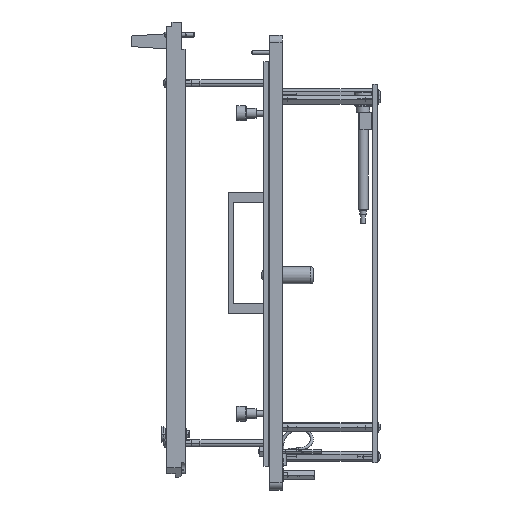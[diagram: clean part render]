
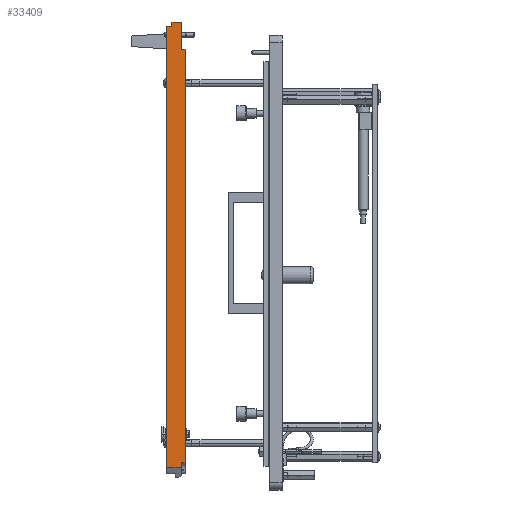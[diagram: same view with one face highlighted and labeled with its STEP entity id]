
A CAD part, left-side view. The second image highlights one B-rep face of the part: STEP entity #33409.
In plain terms, the highlighted face is planar.
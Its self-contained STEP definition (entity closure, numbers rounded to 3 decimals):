
#331 = EDGE_CURVE ( 'NONE', #45812, #12686, #5011, .T. ) ;
#663 = DIRECTION ( 'NONE',  ( 0., -1., 0. ) ) ;
#923 = CARTESIAN_POINT ( 'NONE',  ( 253., 7.5, 175.55 ) ) ;
#1310 = CARTESIAN_POINT ( 'NONE',  ( 253., -4.3, -183.55 ) ) ;
#1477 = LINE ( 'NONE', #8282, #8107 ) ;
#1588 = ORIENTED_EDGE ( 'NONE', *, *, #35454, .T. ) ;
#1968 = ORIENTED_EDGE ( 'NONE', *, *, #13163, .F. ) ;
#2445 = CARTESIAN_POINT ( 'NONE',  ( 253., -7.5, -161.55 ) ) ;
#2476 = PLANE ( 'NONE',  #14552 ) ;
#2909 = EDGE_CURVE ( 'NONE', #40231, #4246, #40839, .T. ) ;
#3853 = EDGE_CURVE ( 'NONE', #37303, #32006, #32387, .T. ) ;
#3858 = LINE ( 'NONE', #25405, #33774 ) ;
#4002 = ORIENTED_EDGE ( 'NONE', *, *, #13745, .T. ) ;
#4246 = VERTEX_POINT ( 'NONE', #23906 ) ;
#4329 = DIRECTION ( 'NONE',  ( 0., 0., 1. ) ) ;
#4413 = VERTEX_POINT ( 'NONE', #11957 ) ;
#5011 = LINE ( 'NONE', #25875, #46107 ) ;
#5030 = CARTESIAN_POINT ( 'NONE',  ( 253., -4.3, 171.55 ) ) ;
#5063 = VECTOR ( 'NONE', #44826, 1000. ) ;
#5398 = CARTESIAN_POINT ( 'NONE',  ( 253., 3.2, -183.55 ) ) ;
#5467 = CARTESIAN_POINT ( 'NONE',  ( 253., -4.3, 171.55 ) ) ;
#5626 = EDGE_CURVE ( 'NONE', #42832, #12338, #25695, .T. ) ;
#7586 = DIRECTION ( 'NONE',  ( 0., 1., 0. ) ) ;
#8107 = VECTOR ( 'NONE', #15750, 1000. ) ;
#8282 = CARTESIAN_POINT ( 'NONE',  ( 253., -4.3, -183.55 ) ) ;
#8633 = VECTOR ( 'NONE', #26280, 1000. ) ;
#11429 = CARTESIAN_POINT ( 'NONE',  ( 253., -7.5, -161.55 ) ) ;
#11957 = CARTESIAN_POINT ( 'NONE',  ( 253., -7.5, 101.55 ) ) ;
#12338 = VERTEX_POINT ( 'NONE', #2445 ) ;
#12686 = VERTEX_POINT ( 'NONE', #35946 ) ;
#12905 = EDGE_LOOP ( 'NONE', ( #31044, #31427, #4002, #18213, #37684, #13058, #1968, #32146, #29487, #1588, #40508, #45004 ) ) ;
#13058 = ORIENTED_EDGE ( 'NONE', *, *, #3853, .T. ) ;
#13064 = LINE ( 'NONE', #20294, #15652 ) ;
#13163 = EDGE_CURVE ( 'NONE', #16607, #32006, #3858, .T. ) ;
#13193 = DIRECTION ( 'NONE',  ( 0., 0., -1. ) ) ;
#13745 = EDGE_CURVE ( 'NONE', #4413, #12338, #13064, .T. ) ;
#14552 = AXIS2_PLACEMENT_3D ( 'NONE', #38091, #45349, #20270 ) ;
#15652 = VECTOR ( 'NONE', #40706, 1000. ) ;
#15750 = DIRECTION ( 'NONE',  ( 0., 0., 1. ) ) ;
#16390 = VECTOR ( 'NONE', #29247, 1000. ) ;
#16607 = VERTEX_POINT ( 'NONE', #20696 ) ;
#16778 = FACE_OUTER_BOUND ( 'NONE', #12905, .T. ) ;
#18213 = ORIENTED_EDGE ( 'NONE', *, *, #5626, .F. ) ;
#19371 = VECTOR ( 'NONE', #7586, 1000. ) ;
#20270 = DIRECTION ( 'NONE',  ( 0., 0., 1. ) ) ;
#20294 = CARTESIAN_POINT ( 'NONE',  ( 253., -7.5, 183.55 ) ) ;
#20696 = CARTESIAN_POINT ( 'NONE',  ( 253., 3.2, -179.55 ) ) ;
#21608 = CARTESIAN_POINT ( 'NONE',  ( 253., -7.5, -183.55 ) ) ;
#23390 = VECTOR ( 'NONE', #43788, 1000. ) ;
#23906 = CARTESIAN_POINT ( 'NONE',  ( 253., -7.4, 171.55 ) ) ;
#24200 = DIRECTION ( 'NONE',  ( 0., 0., 1. ) ) ;
#24418 = VERTEX_POINT ( 'NONE', #35510 ) ;
#25405 = CARTESIAN_POINT ( 'NONE',  ( 253., 3.2, -183.55 ) ) ;
#25695 = LINE ( 'NONE', #11429, #35932 ) ;
#25875 = CARTESIAN_POINT ( 'NONE',  ( 253., 7.5, 183.55 ) ) ;
#26280 = DIRECTION ( 'NONE',  ( 0., -1., 0. ) ) ;
#26413 = DIRECTION ( 'NONE',  ( 0., -1., 0. ) ) ;
#28919 = CARTESIAN_POINT ( 'NONE',  ( 253., -4.3, 175.55 ) ) ;
#29247 = DIRECTION ( 'NONE',  ( 0., 0., 1. ) ) ;
#29487 = ORIENTED_EDGE ( 'NONE', *, *, #331, .T. ) ;
#29491 = LINE ( 'NONE', #44008, #23390 ) ;
#29800 = VECTOR ( 'NONE', #24200, 1000. ) ;
#31044 = ORIENTED_EDGE ( 'NONE', *, *, #42150, .F. ) ;
#31427 = ORIENTED_EDGE ( 'NONE', *, *, #45831, .T. ) ;
#31470 = EDGE_CURVE ( 'NONE', #45812, #16607, #29491, .T. ) ;
#32006 = VERTEX_POINT ( 'NONE', #5398 ) ;
#32146 = ORIENTED_EDGE ( 'NONE', *, *, #31470, .F. ) ;
#32387 = LINE ( 'NONE', #21608, #19371 ) ;
#33409 = ADVANCED_FACE ( 'NONE', ( #16778 ), #2476, .F. ) ;
#33774 = VECTOR ( 'NONE', #13193, 1000. ) ;
#33900 = CARTESIAN_POINT ( 'NONE',  ( 253., -4.3, -161.55 ) ) ;
#34463 = CARTESIAN_POINT ( 'NONE',  ( 253., -7.4, 101.55 ) ) ;
#34517 = CARTESIAN_POINT ( 'NONE',  ( 253., -7.4, 101.55 ) ) ;
#35454 = EDGE_CURVE ( 'NONE', #12686, #39215, #36968, .T. ) ;
#35510 = CARTESIAN_POINT ( 'NONE',  ( 253., -7.4, 101.55 ) ) ;
#35932 = VECTOR ( 'NONE', #663, 1000. ) ;
#35946 = CARTESIAN_POINT ( 'NONE',  ( 253., 7.5, 175.55 ) ) ;
#36968 = LINE ( 'NONE', #923, #37721 ) ;
#37303 = VERTEX_POINT ( 'NONE', #1310 ) ;
#37684 = ORIENTED_EDGE ( 'NONE', *, *, #42356, .F. ) ;
#37721 = VECTOR ( 'NONE', #26413, 1000. ) ;
#37974 = LINE ( 'NONE', #34463, #8633 ) ;
#38091 = CARTESIAN_POINT ( 'NONE',  ( 253., 7.5, 183.55 ) ) ;
#39215 = VERTEX_POINT ( 'NONE', #28919 ) ;
#40231 = VERTEX_POINT ( 'NONE', #5030 ) ;
#40455 = LINE ( 'NONE', #44214, #16390 ) ;
#40508 = ORIENTED_EDGE ( 'NONE', *, *, #41336, .F. ) ;
#40706 = DIRECTION ( 'NONE',  ( 0., 0., -1. ) ) ;
#40839 = LINE ( 'NONE', #5467, #5063 ) ;
#41336 = EDGE_CURVE ( 'NONE', #40231, #39215, #40455, .T. ) ;
#41560 = LINE ( 'NONE', #34517, #29800 ) ;
#42150 = EDGE_CURVE ( 'NONE', #24418, #4246, #41560, .T. ) ;
#42356 = EDGE_CURVE ( 'NONE', #37303, #42832, #1477, .T. ) ;
#42832 = VERTEX_POINT ( 'NONE', #33900 ) ;
#43788 = DIRECTION ( 'NONE',  ( 0., -1., 0. ) ) ;
#44008 = CARTESIAN_POINT ( 'NONE',  ( 253., 7.5, -179.55 ) ) ;
#44214 = CARTESIAN_POINT ( 'NONE',  ( 253., -4.3, 183.55 ) ) ;
#44786 = CARTESIAN_POINT ( 'NONE',  ( 253., 7.5, -179.55 ) ) ;
#44826 = DIRECTION ( 'NONE',  ( 0., -1., 0. ) ) ;
#45004 = ORIENTED_EDGE ( 'NONE', *, *, #2909, .T. ) ;
#45349 = DIRECTION ( 'NONE',  ( -1., 0., 0. ) ) ;
#45812 = VERTEX_POINT ( 'NONE', #44786 ) ;
#45831 = EDGE_CURVE ( 'NONE', #24418, #4413, #37974, .T. ) ;
#46107 = VECTOR ( 'NONE', #4329, 1000. ) ;
